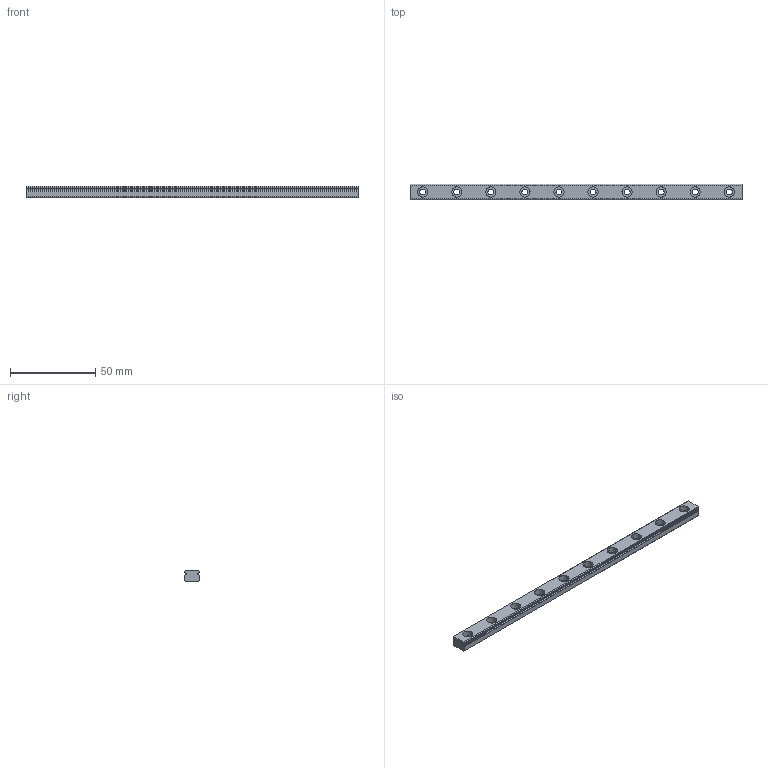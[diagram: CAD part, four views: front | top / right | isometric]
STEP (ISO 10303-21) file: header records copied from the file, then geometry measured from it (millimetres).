
FILE_DESCRIPTION (( 'STEP AP214' ), '1' );
FILE_NAME ('MGNR9R195CM-Rail.STEP', '2022-04-10T22:38:28', ( '' ), ( '' ), 'SwSTEP 2.0', 'SolidWorks 2021', '' );
FILE_SCHEMA (( 'AUTOMOTIVE_DESIGN' ));
Length unit declared in the file: millimetre
Products named in the file (1): MGNR9R195CM-Rail
Bounding box: 195 x 9 x 6.5 mm (x, y, z)
Volume: 9494.5 mm3; surface area: 7367.1 mm2
Topology: 1 solids, 1 shells, 86 faces, 252 edges, 168 vertices
Faces by surface type: cylinder 57, plane 29
Entity records: 3104 total; most frequent: CARTESIAN_POINT 637, DIRECTION 540, ORIENTED_EDGE 504, EDGE_CURVE 252, AXIS2_PLACEMENT_3D 211, VERTEX_POINT 168, CIRCLE 124, LINE 118
